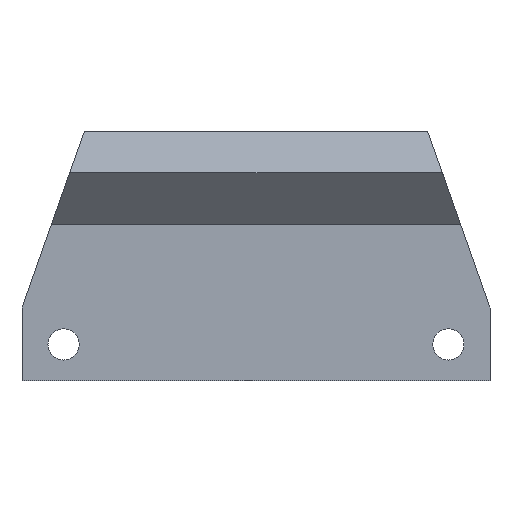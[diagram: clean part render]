
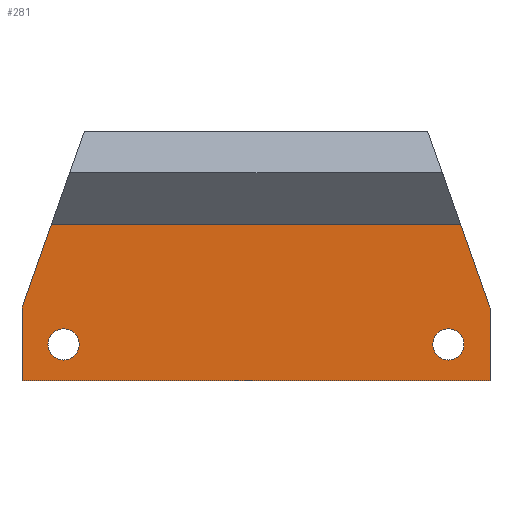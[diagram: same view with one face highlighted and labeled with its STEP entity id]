
A CAD part, left-side view. The second image highlights one B-rep face of the part: STEP entity #281.
In plain terms, the highlighted planar face has unit normal (-1, 0, 0).
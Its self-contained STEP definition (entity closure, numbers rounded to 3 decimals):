
#15=FACE_BOUND('',#56,.T.);
#16=FACE_BOUND('',#57,.T.);
#25=PLANE('',#314);
#40=FACE_OUTER_BOUND('',#55,.T.);
#55=EDGE_LOOP('',(#237,#238,#239,#240,#241,#242));
#56=EDGE_LOOP('',(#243));
#57=EDGE_LOOP('',(#244));
#70=LINE('',#414,#103);
#84=LINE('',#442,#117);
#89=LINE('',#451,#122);
#90=LINE('',#453,#123);
#91=LINE('',#456,#124);
#92=LINE('',#457,#125);
#103=VECTOR('',#341,10.);
#117=VECTOR('',#359,10.);
#122=VECTOR('',#368,10.);
#123=VECTOR('',#371,10.);
#124=VECTOR('',#374,10.);
#125=VECTOR('',#375,10.);
#133=CIRCLE('',#304,1.5);
#135=CIRCLE('',#307,1.5);
#137=VERTEX_POINT('',#398);
#139=VERTEX_POINT('',#404);
#142=VERTEX_POINT('',#411);
#143=VERTEX_POINT('',#413);
#154=VERTEX_POINT('',#439);
#155=VERTEX_POINT('',#441);
#157=VERTEX_POINT('',#449);
#158=VERTEX_POINT('',#455);
#162=EDGE_CURVE('',#137,#137,#133,.T.);
#165=EDGE_CURVE('',#139,#139,#135,.T.);
#168=EDGE_CURVE('',#142,#143,#70,.T.);
#182=EDGE_CURVE('',#154,#155,#84,.T.);
#187=EDGE_CURVE('',#157,#154,#89,.T.);
#188=EDGE_CURVE('',#142,#155,#90,.T.);
#189=EDGE_CURVE('',#158,#157,#91,.T.);
#190=EDGE_CURVE('',#158,#143,#92,.T.);
#237=ORIENTED_EDGE('',*,*,#168,.F.);
#238=ORIENTED_EDGE('',*,*,#188,.T.);
#239=ORIENTED_EDGE('',*,*,#182,.F.);
#240=ORIENTED_EDGE('',*,*,#187,.F.);
#241=ORIENTED_EDGE('',*,*,#189,.F.);
#242=ORIENTED_EDGE('',*,*,#190,.T.);
#243=ORIENTED_EDGE('',*,*,#162,.T.);
#244=ORIENTED_EDGE('',*,*,#165,.T.);
#281=ADVANCED_FACE('',(#40,#15,#16),#25,.T.);
#304=AXIS2_PLACEMENT_3D('',#400,#328,#329);
#307=AXIS2_PLACEMENT_3D('',#406,#335,#336);
#314=AXIS2_PLACEMENT_3D('',#454,#372,#373);
#328=DIRECTION('center_axis',(1.,0.,0.));
#329=DIRECTION('ref_axis',(0.,1.,0.));
#335=DIRECTION('center_axis',(1.,0.,0.));
#336=DIRECTION('ref_axis',(0.,1.,0.));
#341=DIRECTION('',(0.,-0.333,-0.943));
#359=DIRECTION('',(0.,-0.333,0.943));
#368=DIRECTION('',(0.,0.,1.));
#371=DIRECTION('',(0.,1.,0.));
#372=DIRECTION('center_axis',(-1.,0.,0.));
#373=DIRECTION('ref_axis',(0.,0.,1.));
#374=DIRECTION('',(0.,1.,0.));
#375=DIRECTION('',(0.,0.,1.));
#398=CARTESIAN_POINT('',(0.,2.5,3.5));
#400=CARTESIAN_POINT('Origin',(0.,4.,3.5));
#404=CARTESIAN_POINT('',(0.,39.5,3.5));
#406=CARTESIAN_POINT('Origin',(0.,41.,3.5));
#411=CARTESIAN_POINT('',(0.,2.824,15.));
#413=CARTESIAN_POINT('',(0.,0.,7.));
#414=CARTESIAN_POINT('',(0.,1.902,12.388));
#439=CARTESIAN_POINT('',(0.,45.,7.));
#441=CARTESIAN_POINT('',(0.,42.176,15.));
#442=CARTESIAN_POINT('',(0.,43.606,10.949));
#449=CARTESIAN_POINT('',(0.,45.,0.));
#451=CARTESIAN_POINT('',(0.,45.,0.));
#453=CARTESIAN_POINT('',(0.,0.,15.));
#454=CARTESIAN_POINT('Origin',(0.,0.,0.));
#455=CARTESIAN_POINT('',(0.,0.,0.));
#456=CARTESIAN_POINT('',(0.,0.,0.));
#457=CARTESIAN_POINT('',(0.,0.,0.));
